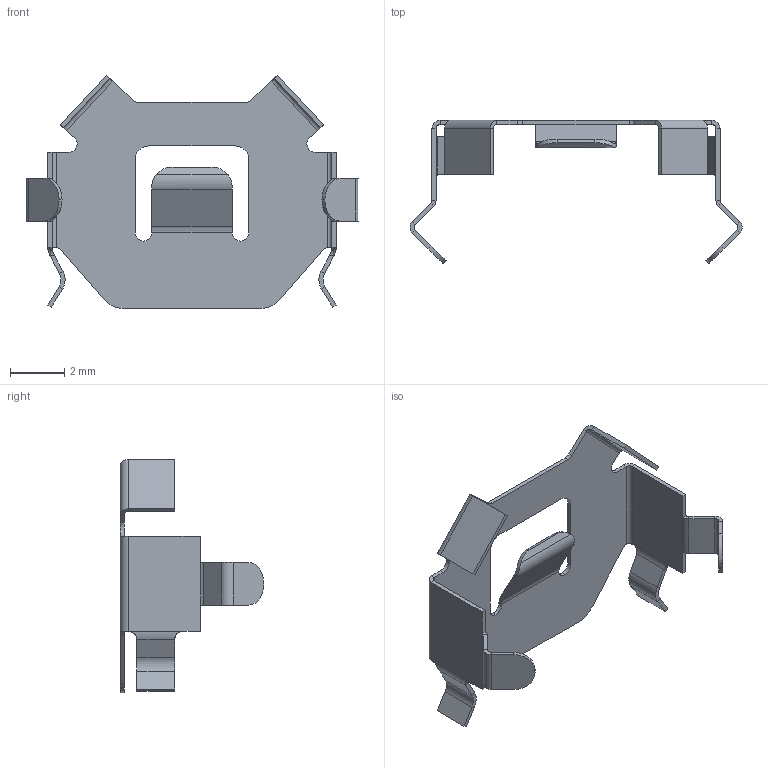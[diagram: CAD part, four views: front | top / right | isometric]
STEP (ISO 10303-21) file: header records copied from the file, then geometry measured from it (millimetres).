
FILE_DESCRIPTION (( 'STEP AP214' ), '1' );
FILE_NAME ('3031_rev.A.STEP', '2012-02-27T14:53:31', ( 'Richard Maletta' ), ( '' ), 'SwSTEP 2.0', 'SolidWorks 2009', '' );
FILE_SCHEMA (( 'AUTOMOTIVE_DESIGN' ));
Length unit declared in the file: inch
Products named in the file (1): 3031_rev.A
Bounding box: 12.23 x 5.29 x 8.59 mm (x, y, z)
Volume: 16.9 mm3; surface area: 236 mm2
Topology: 1 solids, 1 shells, 175 faces, 410 edges, 238 vertices
Faces by surface type: plane 119, cylinder 56
Entity records: 4930 total; most frequent: CARTESIAN_POINT 902, DIRECTION 838, ORIENTED_EDGE 820, EDGE_CURVE 410, LINE 298, VECTOR 298, AXIS2_PLACEMENT_3D 270, VERTEX_POINT 238
